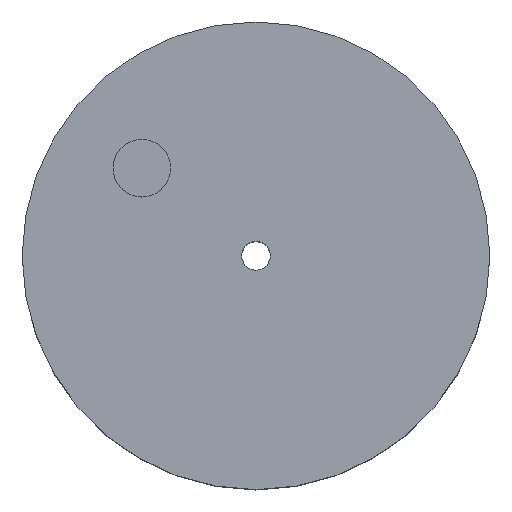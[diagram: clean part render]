
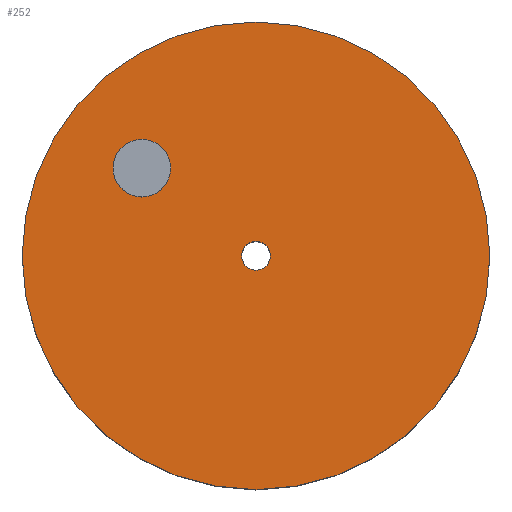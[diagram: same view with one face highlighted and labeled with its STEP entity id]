
A CAD part, top view. The second image highlights one B-rep face of the part: STEP entity #252.
In plain terms, the highlighted planar face has unit normal (0, 0, 1).
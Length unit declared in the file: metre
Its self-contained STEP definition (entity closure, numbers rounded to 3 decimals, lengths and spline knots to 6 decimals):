
#4 = DIRECTION ( 'NONE',  ( 1., 0., 0. ) ) ;
#9 = DIRECTION ( 'NONE',  ( 1., 0., 0. ) ) ;
#12 = DIRECTION ( 'NONE',  ( 1., 0., 0. ) ) ;
#14 = EDGE_LOOP ( 'NONE', ( #85, #98 ) ) ;
#18 = ORIENTED_EDGE ( 'NONE', *, *, #190, .F. ) ;
#22 = DIRECTION ( 'NONE',  ( 0., 0., 1. ) ) ;
#28 = CARTESIAN_POINT ( 'NONE',  ( 0.0325, 0., 0.03 ) ) ;
#35 = ORIENTED_EDGE ( 'NONE', *, *, #219, .T. ) ;
#37 = VERTEX_POINT ( 'NONE', #44 ) ;
#38 = CIRCLE ( 'NONE', #271, 0.004 ) ;
#41 = DIRECTION ( 'NONE',  ( 0., 0., 1. ) ) ;
#42 = CARTESIAN_POINT ( 'NONE',  ( 0., 0., 0.03 ) ) ;
#44 = CARTESIAN_POINT ( 'NONE',  ( -0.019867, 0.012175, 0.03 ) ) ;
#51 = CARTESIAN_POINT ( 'NONE',  ( 0., 0., 0.03 ) ) ;
#52 = DIRECTION ( 'NONE',  ( 0., 0., 1. ) ) ;
#58 = AXIS2_PLACEMENT_3D ( 'NONE', #197, #73, #4 ) ;
#67 = AXIS2_PLACEMENT_3D ( 'NONE', #232, #282, #12 ) ;
#68 = CARTESIAN_POINT ( 'NONE',  ( -0.015867, 0.012175, 0.03 ) ) ;
#72 = AXIS2_PLACEMENT_3D ( 'NONE', #42, #41, #327 ) ;
#73 = DIRECTION ( 'NONE',  ( 0., 0., 1. ) ) ;
#75 = DIRECTION ( 'NONE',  ( 0., 0., 1. ) ) ;
#78 = CARTESIAN_POINT ( 'NONE',  ( -0.0325, 0., 0.03 ) ) ;
#79 = DIRECTION ( 'NONE',  ( 1., 0., 0. ) ) ;
#85 = ORIENTED_EDGE ( 'NONE', *, *, #186, .F. ) ;
#94 = EDGE_CURVE ( 'NONE', #37, #147, #245, .T. ) ;
#98 = ORIENTED_EDGE ( 'NONE', *, *, #318, .F. ) ;
#100 = CARTESIAN_POINT ( 'NONE',  ( -0.015867, 0.012175, 0.03 ) ) ;
#101 = AXIS2_PLACEMENT_3D ( 'NONE', #68, #22, #325 ) ;
#103 = CARTESIAN_POINT ( 'NONE',  ( 0., 0., 0.03 ) ) ;
#109 = EDGE_LOOP ( 'NONE', ( #216, #35 ) ) ;
#118 = AXIS2_PLACEMENT_3D ( 'NONE', #51, #313, #9 ) ;
#122 = EDGE_CURVE ( 'NONE', #268, #210, #257, .T. ) ;
#139 = ORIENTED_EDGE ( 'NONE', *, *, #94, .F. ) ;
#147 = VERTEX_POINT ( 'NONE', #148 ) ;
#148 = CARTESIAN_POINT ( 'NONE',  ( -0.011867, 0.012175, 0.03 ) ) ;
#151 = CARTESIAN_POINT ( 'NONE',  ( -0.002, 0., 0.03 ) ) ;
#160 = EDGE_LOOP ( 'NONE', ( #139, #18 ) ) ;
#186 = EDGE_CURVE ( 'NONE', #315, #266, #234, .T. ) ;
#190 = EDGE_CURVE ( 'NONE', #147, #37, #38, .T. ) ;
#197 = CARTESIAN_POINT ( 'NONE',  ( 0., 0., 0.03 ) ) ;
#202 = FACE_BOUND ( 'NONE', #160, .T. ) ;
#210 = VERTEX_POINT ( 'NONE', #28 ) ;
#213 = CIRCLE ( 'NONE', #67, 0.002 ) ;
#216 = ORIENTED_EDGE ( 'NONE', *, *, #122, .T. ) ;
#219 = EDGE_CURVE ( 'NONE', #210, #268, #221, .T. ) ;
#221 = CIRCLE ( 'NONE', #238, 0.0325 ) ;
#232 = CARTESIAN_POINT ( 'NONE',  ( 0., 0., 0.03 ) ) ;
#234 = CIRCLE ( 'NONE', #58, 0.002 ) ;
#238 = AXIS2_PLACEMENT_3D ( 'NONE', #103, #75, #79 ) ;
#245 = CIRCLE ( 'NONE', #101, 0.004 ) ;
#252 = ADVANCED_FACE ( 'NONE', ( #202, #309, #285 ), #261, .T. ) ;
#257 = CIRCLE ( 'NONE', #72, 0.0325 ) ;
#258 = DIRECTION ( 'NONE',  ( 1., 0., 0. ) ) ;
#261 = PLANE ( 'NONE',  #118 ) ;
#266 = VERTEX_POINT ( 'NONE', #310 ) ;
#268 = VERTEX_POINT ( 'NONE', #78 ) ;
#271 = AXIS2_PLACEMENT_3D ( 'NONE', #100, #52, #258 ) ;
#282 = DIRECTION ( 'NONE',  ( 0., 0., 1. ) ) ;
#285 = FACE_BOUND ( 'NONE', #14, .T. ) ;
#309 = FACE_OUTER_BOUND ( 'NONE', #109, .T. ) ;
#310 = CARTESIAN_POINT ( 'NONE',  ( 0.002, 0., 0.03 ) ) ;
#313 = DIRECTION ( 'NONE',  ( 0., 0., 1. ) ) ;
#315 = VERTEX_POINT ( 'NONE', #151 ) ;
#318 = EDGE_CURVE ( 'NONE', #266, #315, #213, .T. ) ;
#325 = DIRECTION ( 'NONE',  ( 1., 0., 0. ) ) ;
#327 = DIRECTION ( 'NONE',  ( 1., 0., 0. ) ) ;
